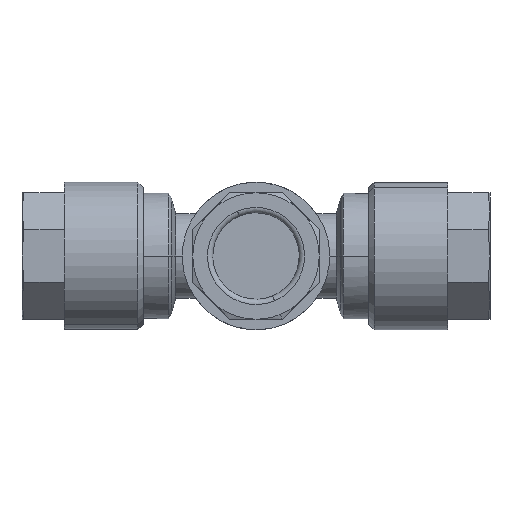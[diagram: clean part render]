
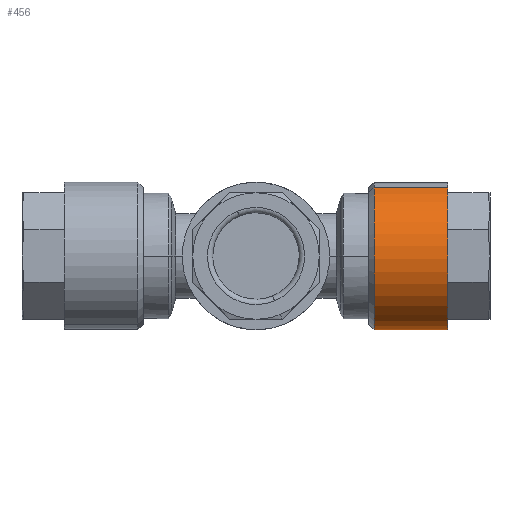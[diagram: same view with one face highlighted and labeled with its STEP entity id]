
A CAD part, front view. The second image highlights one B-rep face of the part: STEP entity #456.
In plain terms, the highlighted cylindrical face has radius 7 mm (diameter 14 mm), a partial arc.
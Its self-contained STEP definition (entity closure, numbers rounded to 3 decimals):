
#140 = FACE_OUTER_BOUND ( 'NONE', #888, .T. ) ;
#148 = CYLINDRICAL_SURFACE ( 'NONE', #650, 7. ) ;
#456 = ADVANCED_FACE ( 'NONE', ( #140 ), #148, .T. ) ;
#650 = AXIS2_PLACEMENT_3D ( 'NONE', #4272, #4273, #4281 ) ;
#888 = EDGE_LOOP ( 'NONE', ( #957, #958, #959, #960 ) ) ;
#957 = ORIENTED_EDGE ( 'NONE', *, *, #7085, .T. ) ;
#958 = ORIENTED_EDGE ( 'NONE', *, *, #7086, .T. ) ;
#959 = ORIENTED_EDGE ( 'NONE', *, *, #7087, .F. ) ;
#960 = ORIENTED_EDGE ( 'NONE', *, *, #7088, .F. ) ;
#2264 = DIRECTION ( 'NONE',  ( -1., 0., 0. ) ) ;
#2267 = CARTESIAN_POINT ( 'NONE',  ( 10.7, -2.679, 6.467 ) ) ;
#2268 = CARTESIAN_POINT ( 'NONE',  ( 18.2, 0., 0. ) ) ;
#2269 = DIRECTION ( 'NONE',  ( -1., 0., 0. ) ) ;
#2270 = DIRECTION ( 'NONE',  ( 0., -0.383, 0.924 ) ) ;
#2417 = LINE ( 'NONE', #2267, #2422 ) ;
#2418 = LINE ( 'NONE', #2471, #2425 ) ;
#2420 = CIRCLE ( 'NONE', #7854, 7. ) ;
#2421 = CIRCLE ( 'NONE', #7855, 7. ) ;
#2422 = VECTOR ( 'NONE', #2264, 1000. ) ;
#2425 = VECTOR ( 'NONE', #2475, 1000. ) ;
#2471 = CARTESIAN_POINT ( 'NONE',  ( 10.7, 2.679, -6.467 ) ) ;
#2472 = CARTESIAN_POINT ( 'NONE',  ( 11.2, 0., 0. ) ) ;
#2473 = DIRECTION ( 'NONE',  ( -1., 0., 0. ) ) ;
#2474 = DIRECTION ( 'NONE',  ( 0., 0.383, -0.924 ) ) ;
#2475 = DIRECTION ( 'NONE',  ( -1., 0., 0. ) ) ;
#3479 = CARTESIAN_POINT ( 'NONE',  ( 18.2, -2.679, 6.467 ) ) ;
#3481 = CARTESIAN_POINT ( 'NONE',  ( 18.2, 2.679, -6.467 ) ) ;
#3491 = CARTESIAN_POINT ( 'NONE',  ( 11.2, -2.679, 6.467 ) ) ;
#3495 = CARTESIAN_POINT ( 'NONE',  ( 11.2, 2.679, -6.467 ) ) ;
#4272 = CARTESIAN_POINT ( 'NONE',  ( 10.7, 0., 0. ) ) ;
#4273 = DIRECTION ( 'NONE',  ( -1., 0., 0. ) ) ;
#4281 = DIRECTION ( 'NONE',  ( 0., 0.383, -0.924 ) ) ;
#4818 = VERTEX_POINT ( 'NONE', #3479 ) ;
#4820 = VERTEX_POINT ( 'NONE', #3481 ) ;
#4830 = VERTEX_POINT ( 'NONE', #3491 ) ;
#4834 = VERTEX_POINT ( 'NONE', #3495 ) ;
#7085 = EDGE_CURVE ( 'NONE', #4820, #4818, #2420, .T. ) ;
#7086 = EDGE_CURVE ( 'NONE', #4818, #4830, #2417, .T. ) ;
#7087 = EDGE_CURVE ( 'NONE', #4834, #4830, #2421, .T. ) ;
#7088 = EDGE_CURVE ( 'NONE', #4820, #4834, #2418, .T. ) ;
#7854 = AXIS2_PLACEMENT_3D ( 'NONE', #2268, #2269, #2270 ) ;
#7855 = AXIS2_PLACEMENT_3D ( 'NONE', #2472, #2473, #2474 ) ;
